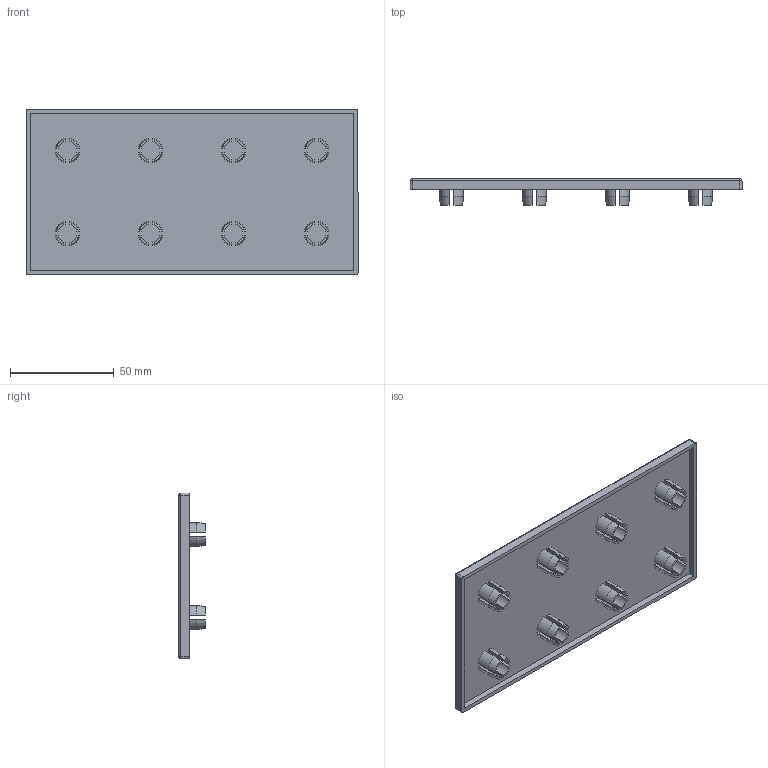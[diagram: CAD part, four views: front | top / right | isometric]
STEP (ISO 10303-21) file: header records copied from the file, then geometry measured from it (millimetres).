
FILE_DESCRIPTION (( 'STEP AP214' ), '1' );
FILE_NAME ('SNSD.30.52.87. Çàãëóøêà òîðöåâàÿ 80x160(H53).STEP', '2015-07-28T09:24:48', ( 'user' ), ( '' ), 'SwSTEP 2.0', 'SolidWorks 2014', '' );
FILE_SCHEMA (( 'AUTOMOTIVE_DESIGN' ));
Length unit declared in the file: millimetre
Products named in the file (2): SNSD.30.52.87. Çàãëóøêà òîðöåâàÿ 80x160(H53)
Bounding box: 160 x 12.7 x 80 mm (x, y, z)
Volume: 29894.1 mm3; surface area: 34244.7 mm2
Topology: 1 solids, 1 shells, 215 faces, 532 edges, 348 vertices
Faces by surface type: plane 107, cylinder 72, cone 32, sphere 4
Entity records: 6667 total; most frequent: CARTESIAN_POINT 1477, DIRECTION 1074, ORIENTED_EDGE 1056, EDGE_CURVE 528, AXIS2_PLACEMENT_3D 393, VERTEX_POINT 348, LINE 288, VECTOR 288
